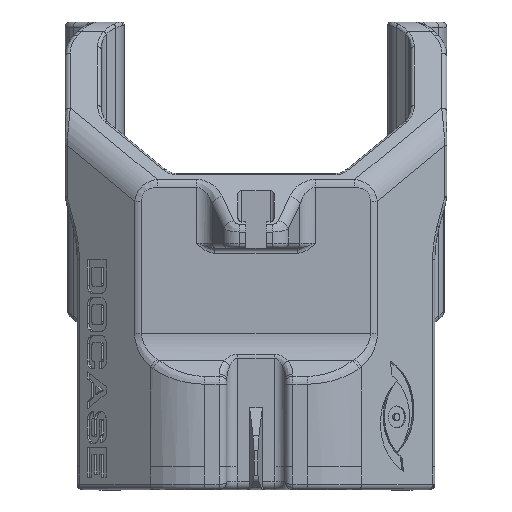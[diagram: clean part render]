
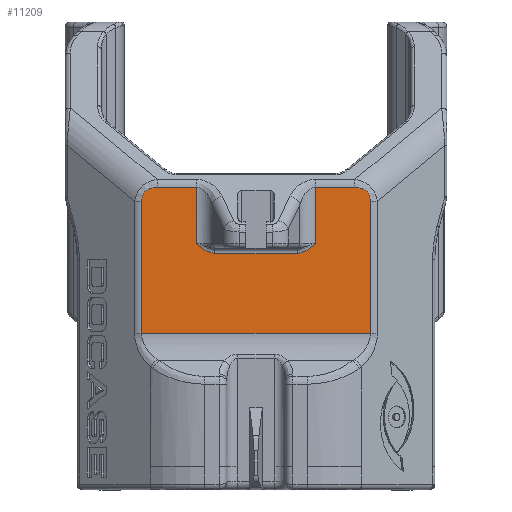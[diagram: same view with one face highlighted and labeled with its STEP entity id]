
A CAD part, top view. The second image highlights one B-rep face of the part: STEP entity #11209.
In plain terms, the highlighted planar face has unit normal (0, 0, 1).
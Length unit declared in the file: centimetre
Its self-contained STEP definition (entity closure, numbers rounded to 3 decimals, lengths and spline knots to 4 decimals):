
#203=PLANE('',#12254);
#311=ELLIPSE('',#12045,0.6167,0.32);
#327=ELLIPSE('',#12255,0.6167,0.32);
#538=B_SPLINE_CURVE_WITH_KNOTS('',3,(#19853,#19854,#19855,#19856,#19857,
#19858,#19859,#19860),.UNSPECIFIED.,.F.,.F.,(4,1,1,2,4),(-0.3071,
-0.1843,-0.1228,0.,0.0007),
 .UNSPECIFIED.);
#570=B_SPLINE_CURVE_WITH_KNOTS('',3,(#21583,#21584,#21585,#21586,#21587,
#21588,#21589,#21590),.UNSPECIFIED.,.F.,.F.,(4,1,1,2,4),(-0.3071,
-0.1843,-0.1228,0.,0.0007),
 .UNSPECIFIED.);
#1429=LINE('',#20125,#2221);
#1430=LINE('',#20153,#2222);
#1434=LINE('',#20218,#2226);
#1497=LINE('',#21540,#2289);
#1498=LINE('',#21601,#2290);
#1499=LINE('',#21603,#2291);
#1500=LINE('',#21607,#2292);
#1501=LINE('',#21608,#2293);
#2221=VECTOR('',#14503,1.);
#2222=VECTOR('',#14514,1.);
#2226=VECTOR('',#14536,1.);
#2289=VECTOR('',#14991,1.);
#2290=VECTOR('',#14996,1.);
#2291=VECTOR('',#14997,1.);
#2292=VECTOR('',#15000,1.);
#2293=VECTOR('',#15001,1.);
#3130=FACE_OUTER_BOUND('',#3817,.T.);
#3817=EDGE_LOOP('',(#9977,#9978,#9979,#9980,#9981,#9982,#9983,#9984,#9985,
#9986,#9987,#9988));
#5271=VERTEX_POINT('',#19851);
#5272=VERTEX_POINT('',#19852);
#5300=VERTEX_POINT('',#20119);
#5301=VERTEX_POINT('',#20123);
#5302=VERTEX_POINT('',#20146);
#5303=VERTEX_POINT('',#20151);
#5399=VERTEX_POINT('',#21539);
#5400=VERTEX_POINT('',#21582);
#5401=VERTEX_POINT('',#21600);
#5402=VERTEX_POINT('',#21602);
#5403=VERTEX_POINT('',#21604);
#5404=VERTEX_POINT('',#21606);
#6674=EDGE_CURVE('',#5271,#5272,#538,.T.);
#6729=EDGE_CURVE('',#5301,#5300,#1429,.T.);
#6732=EDGE_CURVE('',#5302,#5301,#311,.T.);
#6734=EDGE_CURVE('',#5303,#5302,#1430,.T.);
#6743=EDGE_CURVE('',#5272,#5303,#1434,.T.);
#6951=EDGE_CURVE('',#5271,#5399,#1497,.T.);
#6953=EDGE_CURVE('',#5399,#5400,#570,.T.);
#6955=EDGE_CURVE('',#5401,#5300,#1498,.T.);
#6956=EDGE_CURVE('',#5402,#5401,#1499,.T.);
#6957=EDGE_CURVE('',#5403,#5402,#327,.T.);
#6958=EDGE_CURVE('',#5404,#5403,#1500,.T.);
#6959=EDGE_CURVE('',#5400,#5404,#1501,.T.);
#9977=ORIENTED_EDGE('',*,*,#6955,.F.);
#9978=ORIENTED_EDGE('',*,*,#6956,.F.);
#9979=ORIENTED_EDGE('',*,*,#6957,.F.);
#9980=ORIENTED_EDGE('',*,*,#6958,.F.);
#9981=ORIENTED_EDGE('',*,*,#6959,.F.);
#9982=ORIENTED_EDGE('',*,*,#6953,.F.);
#9983=ORIENTED_EDGE('',*,*,#6951,.F.);
#9984=ORIENTED_EDGE('',*,*,#6674,.T.);
#9985=ORIENTED_EDGE('',*,*,#6743,.T.);
#9986=ORIENTED_EDGE('',*,*,#6734,.T.);
#9987=ORIENTED_EDGE('',*,*,#6732,.T.);
#9988=ORIENTED_EDGE('',*,*,#6729,.T.);
#11209=ADVANCED_FACE('',(#3130),#203,.F.);
#12045=AXIS2_PLACEMENT_3D('',#20149,#14508,#14509);
#12254=AXIS2_PLACEMENT_3D('',#21599,#14994,#14995);
#12255=AXIS2_PLACEMENT_3D('',#21605,#14998,#14999);
#14503=DIRECTION('',(0.,-1.,0.));
#14508=DIRECTION('center_axis',(0.,0.,1.));
#14509=DIRECTION('ref_axis',(-0.772,0.636,0.));
#14514=DIRECTION('',(-1.,0.,0.));
#14536=DIRECTION('',(0.,1.,0.));
#14991=DIRECTION('',(1.,0.,0.));
#14994=DIRECTION('center_axis',(0.,0.,-1.));
#14995=DIRECTION('ref_axis',(0.,-1.,0.));
#14996=DIRECTION('',(-1.,0.,0.));
#14997=DIRECTION('',(0.,-1.,0.));
#14998=DIRECTION('center_axis',(0.,0.,-1.));
#14999=DIRECTION('ref_axis',(0.772,0.636,0.));
#15000=DIRECTION('',(1.,0.,0.));
#15001=DIRECTION('',(0.,1.,0.));
#19851=CARTESIAN_POINT('',(-16.697,11.3363,8.7952));
#19852=CARTESIAN_POINT('',(-16.9642,11.4763,8.7952));
#19853=CARTESIAN_POINT('Ctrl Pts',(-16.697,11.3363,8.7952));
#19854=CARTESIAN_POINT('Ctrl Pts',(-16.738,11.3363,8.7952));
#19855=CARTESIAN_POINT('Ctrl Pts',(-16.7985,11.3547,8.7952));
#19856=CARTESIAN_POINT('Ctrl Pts',(-16.8861,11.4085,8.7952));
#19857=CARTESIAN_POINT('Ctrl Pts',(-16.9328,11.4489,8.7952));
#19858=CARTESIAN_POINT('Ctrl Pts',(-16.9639,11.476,8.7952));
#19859=CARTESIAN_POINT('Ctrl Pts',(-16.9641,11.4761,8.7952));
#19860=CARTESIAN_POINT('Ctrl Pts',(-16.9642,11.4763,8.7952));
#20119=CARTESIAN_POINT('',(-17.7518,10.1722,8.7952));
#20123=CARTESIAN_POINT('',(-17.7518,12.0875,8.7952));
#20125=CARTESIAN_POINT('',(-17.7518,10.9632,8.7952));
#20146=CARTESIAN_POINT('',(-17.5284,12.2874,8.7952));
#20149=CARTESIAN_POINT('Origin',(-17.234,11.8241,8.7952));
#20151=CARTESIAN_POINT('',(-16.9642,12.2874,8.7952));
#20153=CARTESIAN_POINT('',(-17.4607,12.2874,8.7952));
#20218=CARTESIAN_POINT('',(-16.9642,12.5456,8.7952));
#21539=CARTESIAN_POINT('',(-15.503,11.3363,8.7952));
#21540=CARTESIAN_POINT('',(-14.7393,11.3363,8.7952));
#21582=CARTESIAN_POINT('',(-15.2358,11.4763,8.7952));
#21583=CARTESIAN_POINT('Ctrl Pts',(-15.503,11.3363,8.7952));
#21584=CARTESIAN_POINT('Ctrl Pts',(-15.462,11.3363,8.7952));
#21585=CARTESIAN_POINT('Ctrl Pts',(-15.4015,11.3547,8.7952));
#21586=CARTESIAN_POINT('Ctrl Pts',(-15.3139,11.4085,8.7952));
#21587=CARTESIAN_POINT('Ctrl Pts',(-15.2672,11.4489,8.7952));
#21588=CARTESIAN_POINT('Ctrl Pts',(-15.2361,11.476,8.7952));
#21589=CARTESIAN_POINT('Ctrl Pts',(-15.2359,11.4761,8.7952));
#21590=CARTESIAN_POINT('Ctrl Pts',(-15.2358,11.4763,8.7952));
#21599=CARTESIAN_POINT('Origin',(-13.3407,12.8474,8.7952));
#21600=CARTESIAN_POINT('',(-14.4482,10.1722,8.7952));
#21601=CARTESIAN_POINT('',(-13.3407,10.1722,8.7952));
#21602=CARTESIAN_POINT('',(-14.4482,12.0875,8.7952));
#21603=CARTESIAN_POINT('',(-14.4482,10.9632,8.7952));
#21604=CARTESIAN_POINT('',(-14.6716,12.2874,8.7952));
#21605=CARTESIAN_POINT('Origin',(-14.966,11.8241,8.7952));
#21606=CARTESIAN_POINT('',(-15.2358,12.2874,8.7952));
#21607=CARTESIAN_POINT('',(-14.7393,12.2874,8.7952));
#21608=CARTESIAN_POINT('',(-15.2358,12.5456,8.7952));
